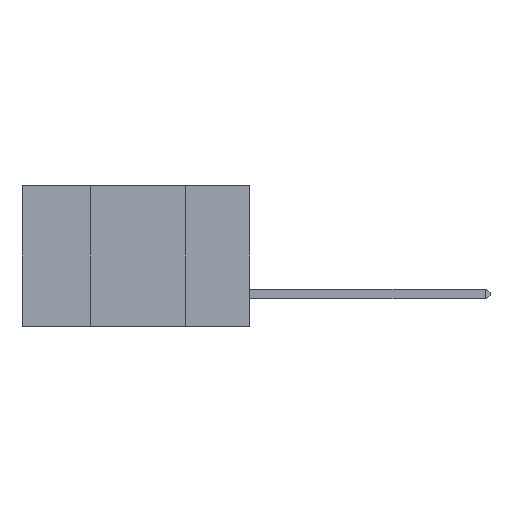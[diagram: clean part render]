
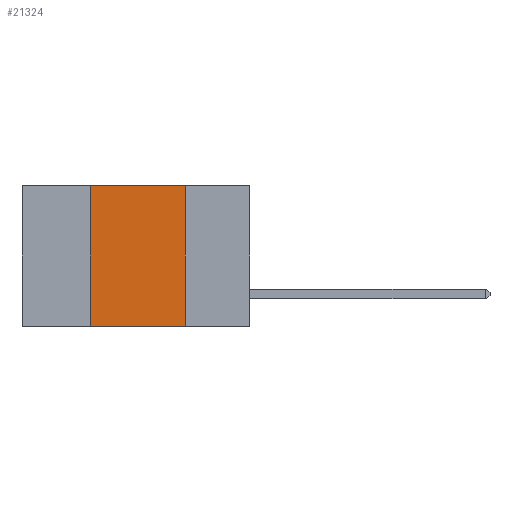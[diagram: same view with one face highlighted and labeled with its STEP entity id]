
A CAD part, left-side view. The second image highlights one B-rep face of the part: STEP entity #21324.
In plain terms, the highlighted planar face has unit normal (-1, 0, 0).
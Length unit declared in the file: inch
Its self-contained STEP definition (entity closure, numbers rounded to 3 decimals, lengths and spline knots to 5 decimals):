
#925 = DIRECTION ( 'NONE',  ( 0., 0., 1. ) ) ;
#1751 = VECTOR ( 'NONE', #925, 39.37008 ) ;
#2034 = LINE ( 'NONE', #17227, #12443 ) ;
#3324 = VERTEX_POINT ( 'NONE', #8236 ) ;
#4425 = EDGE_CURVE ( 'NONE', #11020, #9598, #2034, .T. ) ;
#4600 = EDGE_CURVE ( 'NONE', #23920, #11020, #9884, .T. ) ;
#5503 = CARTESIAN_POINT ( 'NONE',  ( 0., 0.6, -0.37 ) ) ;
#5536 = ORIENTED_EDGE ( 'NONE', *, *, #4425, .F. ) ;
#6769 = VECTOR ( 'NONE', #19938, 39.37008 ) ;
#6915 = CARTESIAN_POINT ( 'NONE',  ( 0., 0.6, 0. ) ) ;
#7347 = LINE ( 'NONE', #23635, #1751 ) ;
#8236 = CARTESIAN_POINT ( 'NONE',  ( 0., 0.42, -0.37 ) ) ;
#8832 = EDGE_CURVE ( 'NONE', #3324, #9598, #24486, .T. ) ;
#9598 = VERTEX_POINT ( 'NONE', #15682 ) ;
#9884 = LINE ( 'NONE', #19734, #24346 ) ;
#11020 = VERTEX_POINT ( 'NONE', #26297 ) ;
#11063 = DIRECTION ( 'NONE',  ( 0., 0., -1. ) ) ;
#11391 = CARTESIAN_POINT ( 'NONE',  ( 0., 0.42, 0. ) ) ;
#11927 = EDGE_LOOP ( 'NONE', ( #5536, #21828, #15890, #25355 ) ) ;
#12443 = VECTOR ( 'NONE', #15153, 39.37008 ) ;
#15153 = DIRECTION ( 'NONE',  ( 0., 0., -1. ) ) ;
#15682 = CARTESIAN_POINT ( 'NONE',  ( 0., 0.17, -0.37 ) ) ;
#15890 = ORIENTED_EDGE ( 'NONE', *, *, #24825, .F. ) ;
#16874 = AXIS2_PLACEMENT_3D ( 'NONE', #6915, #23394, #11063 ) ;
#17227 = CARTESIAN_POINT ( 'NONE',  ( 0., 0.17, 0. ) ) ;
#19734 = CARTESIAN_POINT ( 'NONE',  ( 0., 0.6, 0. ) ) ;
#19938 = DIRECTION ( 'NONE',  ( 0., -1., 0. ) ) ;
#20403 = FACE_OUTER_BOUND ( 'NONE', #11927, .T. ) ;
#21324 = ADVANCED_FACE ( 'NONE', ( #20403 ), #21328, .F. ) ;
#21328 = PLANE ( 'NONE',  #16874 ) ;
#21781 = DIRECTION ( 'NONE',  ( 0., -1., 0. ) ) ;
#21828 = ORIENTED_EDGE ( 'NONE', *, *, #4600, .F. ) ;
#23394 = DIRECTION ( 'NONE',  ( 1., 0., 0. ) ) ;
#23635 = CARTESIAN_POINT ( 'NONE',  ( 0., 0.42, 0. ) ) ;
#23920 = VERTEX_POINT ( 'NONE', #11391 ) ;
#24346 = VECTOR ( 'NONE', #21781, 39.37008 ) ;
#24486 = LINE ( 'NONE', #5503, #6769 ) ;
#24825 = EDGE_CURVE ( 'NONE', #3324, #23920, #7347, .T. ) ;
#25355 = ORIENTED_EDGE ( 'NONE', *, *, #8832, .T. ) ;
#26297 = CARTESIAN_POINT ( 'NONE',  ( 0., 0.17, 0. ) ) ;
